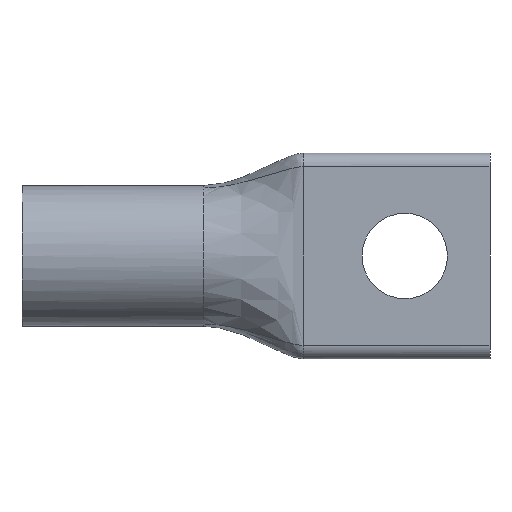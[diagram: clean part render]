
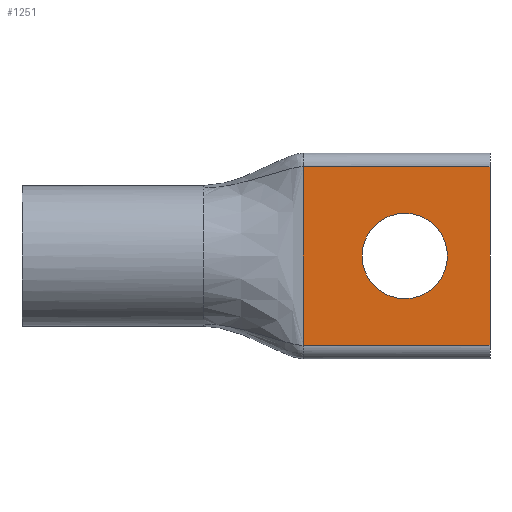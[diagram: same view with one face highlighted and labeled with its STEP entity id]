
A CAD part, front view. The second image highlights one B-rep face of the part: STEP entity #1251.
In plain terms, the highlighted planar face has unit normal (0, -1, 0).
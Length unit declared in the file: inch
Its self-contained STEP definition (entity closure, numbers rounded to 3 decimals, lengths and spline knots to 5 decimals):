
#79 = DIRECTION ( 'NONE',  ( 1., 0., 0. ) ) ;
#173 = CARTESIAN_POINT ( 'NONE',  ( 2.38, 0., 0. ) ) ;
#212 = CARTESIAN_POINT ( 'NONE',  ( 4.20124, 0., -0.555 ) ) ;
#230 = CARTESIAN_POINT ( 'NONE',  ( 1.75, 0., 0. ) ) ;
#242 = VECTOR ( 'NONE', #1884, 39.37008 ) ;
#243 = VERTEX_POINT ( 'NONE', #1680 ) ;
#245 = CARTESIAN_POINT ( 'NONE',  ( 2.38, 0., 0.2655 ) ) ;
#252 = EDGE_CURVE ( 'NONE', #1512, #940, #1826, .T. ) ;
#303 = CIRCLE ( 'NONE', #338, 0.2655 ) ;
#309 = DIRECTION ( 'NONE',  ( 0., 0., -1. ) ) ;
#338 = AXIS2_PLACEMENT_3D ( 'NONE', #829, #837, #383 ) ;
#349 = CARTESIAN_POINT ( 'NONE',  ( 2.91, 0., 0. ) ) ;
#350 = DIRECTION ( 'NONE',  ( -1., 0., 0. ) ) ;
#352 = DIRECTION ( 'NONE',  ( 0., 0., -1. ) ) ;
#383 = DIRECTION ( 'NONE',  ( 0., 0., -1. ) ) ;
#424 = CIRCLE ( 'NONE', #1671, 0.2655 ) ;
#521 = EDGE_CURVE ( 'NONE', #1298, #1512, #1678, .T. ) ;
#583 = VECTOR ( 'NONE', #350, 39.37008 ) ;
#586 = EDGE_LOOP ( 'NONE', ( #1059, #1387, #1216, #620 ) ) ;
#620 = ORIENTED_EDGE ( 'NONE', *, *, #521, .F. ) ;
#623 = CARTESIAN_POINT ( 'NONE',  ( 1.75, 0., -0.555 ) ) ;
#651 = EDGE_CURVE ( 'NONE', #940, #243, #683, .T. ) ;
#654 = VECTOR ( 'NONE', #79, 39.37008 ) ;
#670 = ORIENTED_EDGE ( 'NONE', *, *, #1815, .T. ) ;
#683 = LINE ( 'NONE', #230, #242 ) ;
#726 = EDGE_CURVE ( 'NONE', #243, #1298, #831, .T. ) ;
#829 = CARTESIAN_POINT ( 'NONE',  ( 2.38, 0., 0. ) ) ;
#831 = LINE ( 'NONE', #1421, #654 ) ;
#837 = DIRECTION ( 'NONE',  ( 0., 1., 0. ) ) ;
#887 = FACE_BOUND ( 'NONE', #1137, .T. ) ;
#940 = VERTEX_POINT ( 'NONE', #623 ) ;
#946 = CARTESIAN_POINT ( 'NONE',  ( 2.91, 0., 0.555 ) ) ;
#973 = VERTEX_POINT ( 'NONE', #1493 ) ;
#1015 = EDGE_CURVE ( 'NONE', #1615, #973, #303, .T. ) ;
#1059 = ORIENTED_EDGE ( 'NONE', *, *, #726, .F. ) ;
#1088 = DIRECTION ( 'NONE',  ( 0., 0., -1. ) ) ;
#1137 = EDGE_LOOP ( 'NONE', ( #670, #1792 ) ) ;
#1193 = DIRECTION ( 'NONE',  ( 0., -1., 0. ) ) ;
#1216 = ORIENTED_EDGE ( 'NONE', *, *, #252, .F. ) ;
#1251 = ADVANCED_FACE ( 'NONE', ( #1342, #887 ), #1912, .T. ) ;
#1298 = VERTEX_POINT ( 'NONE', #946 ) ;
#1342 = FACE_OUTER_BOUND ( 'NONE', #586, .T. ) ;
#1387 = ORIENTED_EDGE ( 'NONE', *, *, #651, .F. ) ;
#1421 = CARTESIAN_POINT ( 'NONE',  ( 4.20124, 0., 0.555 ) ) ;
#1493 = CARTESIAN_POINT ( 'NONE',  ( 2.38, 0., -0.2655 ) ) ;
#1512 = VERTEX_POINT ( 'NONE', #1647 ) ;
#1615 = VERTEX_POINT ( 'NONE', #245 ) ;
#1640 = VECTOR ( 'NONE', #1088, 39.37008 ) ;
#1642 = AXIS2_PLACEMENT_3D ( 'NONE', #1776, #1193, #309 ) ;
#1647 = CARTESIAN_POINT ( 'NONE',  ( 2.91, 0., -0.555 ) ) ;
#1671 = AXIS2_PLACEMENT_3D ( 'NONE', #173, #1829, #352 ) ;
#1678 = LINE ( 'NONE', #349, #1640 ) ;
#1680 = CARTESIAN_POINT ( 'NONE',  ( 1.75, 0., 0.555 ) ) ;
#1776 = CARTESIAN_POINT ( 'NONE',  ( 4.20124, 0., 0. ) ) ;
#1792 = ORIENTED_EDGE ( 'NONE', *, *, #1015, .T. ) ;
#1815 = EDGE_CURVE ( 'NONE', #973, #1615, #424, .T. ) ;
#1826 = LINE ( 'NONE', #212, #583 ) ;
#1829 = DIRECTION ( 'NONE',  ( 0., 1., 0. ) ) ;
#1884 = DIRECTION ( 'NONE',  ( 0., 0., 1. ) ) ;
#1912 = PLANE ( 'NONE',  #1642 ) ;
